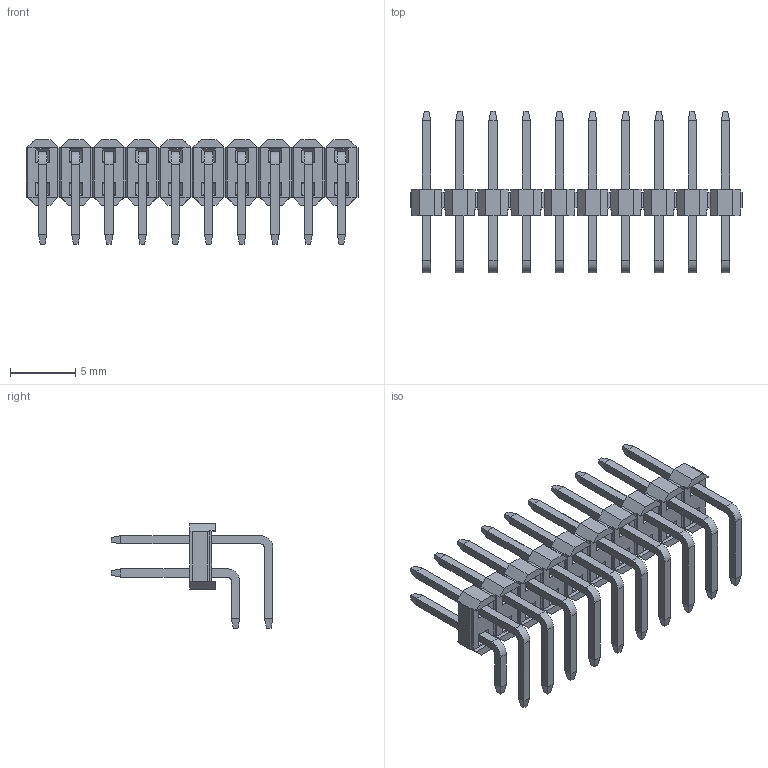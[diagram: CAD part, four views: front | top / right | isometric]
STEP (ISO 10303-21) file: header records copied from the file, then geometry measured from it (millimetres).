
FILE_DESCRIPTION( ('This file contains a STEP AP42 implementation' ,'as created by ZW3D STEP Interface translator.') ,'2;1' );
FILE_NAME( '1120-12XXXXRXXXXXXX.stp' ,'23 329. 953 4', (''), ('ZWCAD Software Co.'), 'Version 1.0', 'ZW3D to STEP translator', '' );
FILE_SCHEMA(('AUTOMOTIVE_DESIGN { 1 0 10303 214 1 1 1 1 }'));
Length unit declared in the file: millimetre
Products named in the file (2): 0; 1120-1220XXR134XXXX(側醱俔)
Bounding box: 25.4 x 12.38 x 8 mm (x, y, z)
Volume: 311.5 mm3; surface area: 1282.1 mm2
Topology: 21 solids, 21 shells, 775 faces, 1919 edges, 1186 vertices
Faces by surface type: plane 735, cylinder 40
Entity records: 23025 total; most frequent: CARTESIAN_POINT 3881, ORIENTED_EDGE 3838, DIRECTION 3551, EDGE_CURVE 1919, VECTOR 1839, LINE 1839, VERTEX_POINT 1186, AXIS2_PLACEMENT_3D 856
